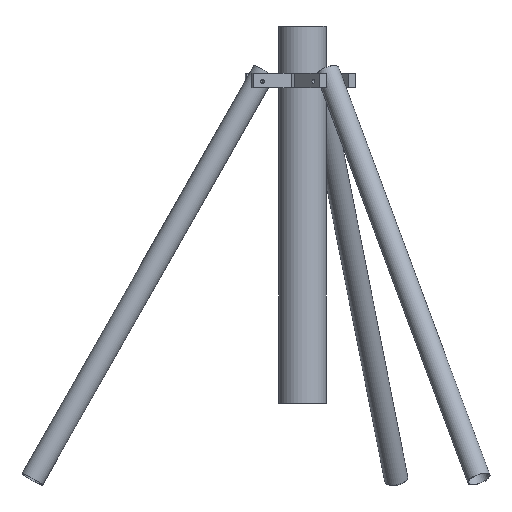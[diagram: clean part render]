
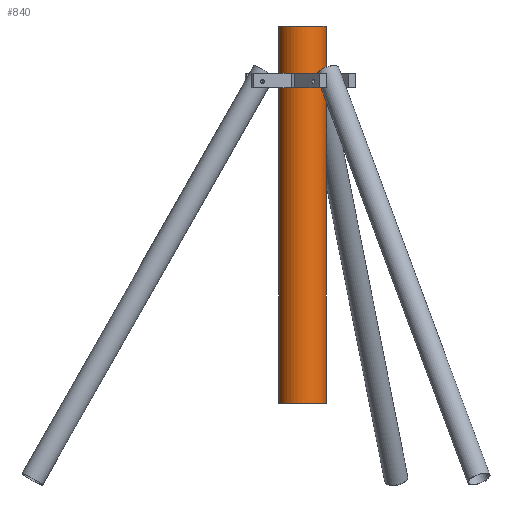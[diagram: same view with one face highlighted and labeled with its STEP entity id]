
A CAD part, top view. The second image highlights one B-rep face of the part: STEP entity #840.
In plain terms, the highlighted cylindrical face has radius 50 mm (diameter 100 mm), a full revolution.
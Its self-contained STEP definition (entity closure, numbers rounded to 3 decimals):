
#78=FACE_OUTER_BOUND('',#129,.T.);
#129=EDGE_LOOP('',(#596,#597,#598,#599));
#196=LINE('',#1277,#271);
#271=VECTOR('',#1024,50.);
#349=CIRCLE('',#914,50.);
#350=CIRCLE('',#915,50.);
#391=VERTEX_POINT('',#1274);
#392=VERTEX_POINT('',#1276);
#472=EDGE_CURVE('',#391,#391,#349,.T.);
#473=EDGE_CURVE('',#391,#392,#196,.T.);
#474=EDGE_CURVE('',#392,#392,#350,.T.);
#596=ORIENTED_EDGE('',*,*,#472,.F.);
#597=ORIENTED_EDGE('',*,*,#473,.T.);
#598=ORIENTED_EDGE('',*,*,#474,.T.);
#599=ORIENTED_EDGE('',*,*,#473,.F.);
#817=CYLINDRICAL_SURFACE('',#913,50.);
#840=ADVANCED_FACE('',(#78),#817,.T.);
#913=AXIS2_PLACEMENT_3D('',#1273,#1020,#1021);
#914=AXIS2_PLACEMENT_3D('',#1275,#1022,#1023);
#915=AXIS2_PLACEMENT_3D('',#1278,#1025,#1026);
#1020=DIRECTION('center_axis',(0.,1.,0.));
#1021=DIRECTION('ref_axis',(1.,0.,0.));
#1022=DIRECTION('center_axis',(0.,1.,0.));
#1023=DIRECTION('ref_axis',(1.,0.,0.));
#1024=DIRECTION('',(0.,-1.,0.));
#1025=DIRECTION('center_axis',(0.,1.,0.));
#1026=DIRECTION('ref_axis',(1.,0.,0.));
#1273=CARTESIAN_POINT('Origin',(0.,100.,0.));
#1274=CARTESIAN_POINT('',(-50.,900.,0.));
#1275=CARTESIAN_POINT('Origin',(0.,900.,0.));
#1276=CARTESIAN_POINT('',(-50.,100.,0.));
#1277=CARTESIAN_POINT('',(-50.,100.,0.));
#1278=CARTESIAN_POINT('Origin',(0.,100.,0.));
